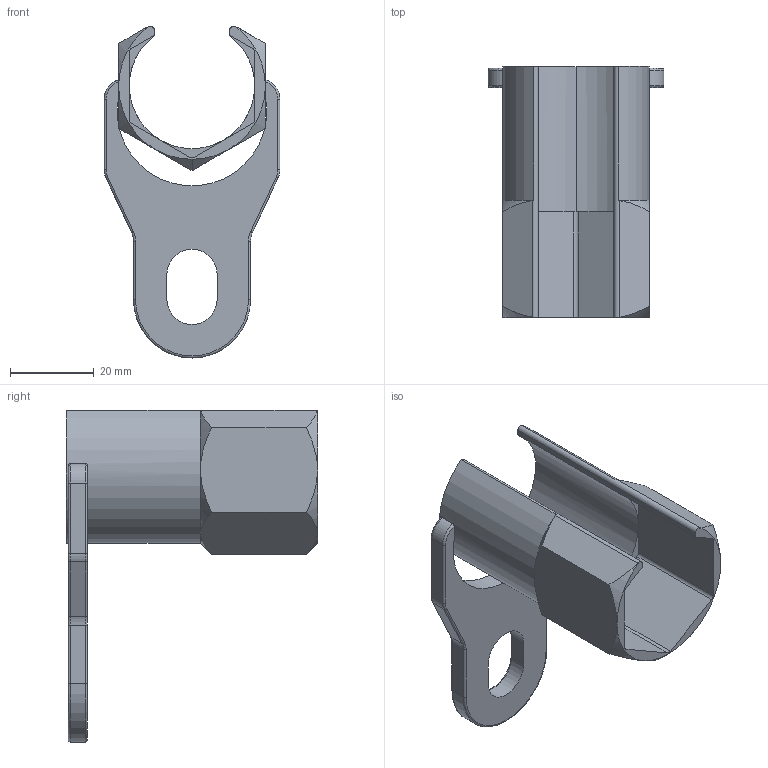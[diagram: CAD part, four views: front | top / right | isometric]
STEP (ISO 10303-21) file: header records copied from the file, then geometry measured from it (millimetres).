
FILE_DESCRIPTION (( 'STEP AP203' ), '1' );
FILE_NAME ('S-3000-WR.STEP', '2008-03-31T06:53:56', ( 'Baystate-05' ), ( 'BayState InfoTech' ), 'SwSTEP 2.0', 'SolidWorks 2007', '' );
FILE_SCHEMA (( 'CONFIG_CONTROL_DESIGN' ));
Length unit declared in the file: millimetre
Products named in the file (1): S-3000-WR
Bounding box: 42 x 60 x 79.32 mm (x, y, z)
Volume: 18910.8 mm3; surface area: 14695.5 mm2
Topology: 1 solids, 1 shells, 92 faces, 232 edges, 142 vertices
Faces by surface type: cylinder 37, plane 31, torus 17, cone 7
Entity records: 2997 total; most frequent: CARTESIAN_POINT 669, DIRECTION 500, ORIENTED_EDGE 464, EDGE_CURVE 232, AXIS2_PLACEMENT_3D 199, VERTEX_POINT 142, CIRCLE 106, VECTOR 102
